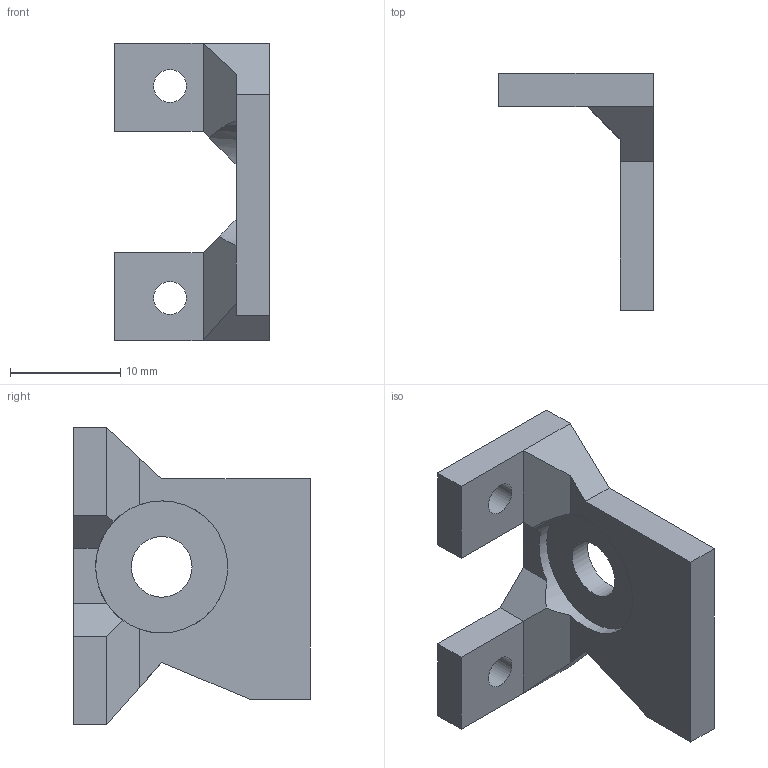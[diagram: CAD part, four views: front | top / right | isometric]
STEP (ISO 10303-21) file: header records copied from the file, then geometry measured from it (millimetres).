
FILE_DESCRIPTION(/* description */ (''),/* implementation_level */ '2;1');
FILE_NAME(/* name */ 'EndStop Bracket X Far Side.step',/* time_stamp */ '2018-04-17T09:29:33+02:00',/* author */ (''),/* organization */ (''),/* preprocessor_version */ 'ST-DEVELOPER v16.13',/* originating_system */ 'Autodesk Translation Framework v6.5.0.72',/* authorisation */ '');
FILE_SCHEMA (('AUTOMOTIVE_DESIGN { 1 0 10303 214 3 1 1 }'));
Length unit declared in the file: millimetre
Products named in the file (1): EndStop Bracket X FS
Bounding box: 14 x 21.5 x 27 mm (x, y, z)
Volume: 1763.1 mm3; surface area: 1707.4 mm2
Topology: 1 solids, 1 shells, 27 faces, 73 edges, 48 vertices
Faces by surface type: plane 23, cylinder 4
Full cylindrical faces by diameter (mm): 3 x2, 5.5 x1, 12 x1
Entity records: 899 total; most frequent: CARTESIAN_POINT 149, ORIENTED_EDGE 146, DIRECTION 145, EDGE_CURVE 73, LINE 57, VECTOR 57, VERTEX_POINT 48, AXIS2_PLACEMENT_3D 44
